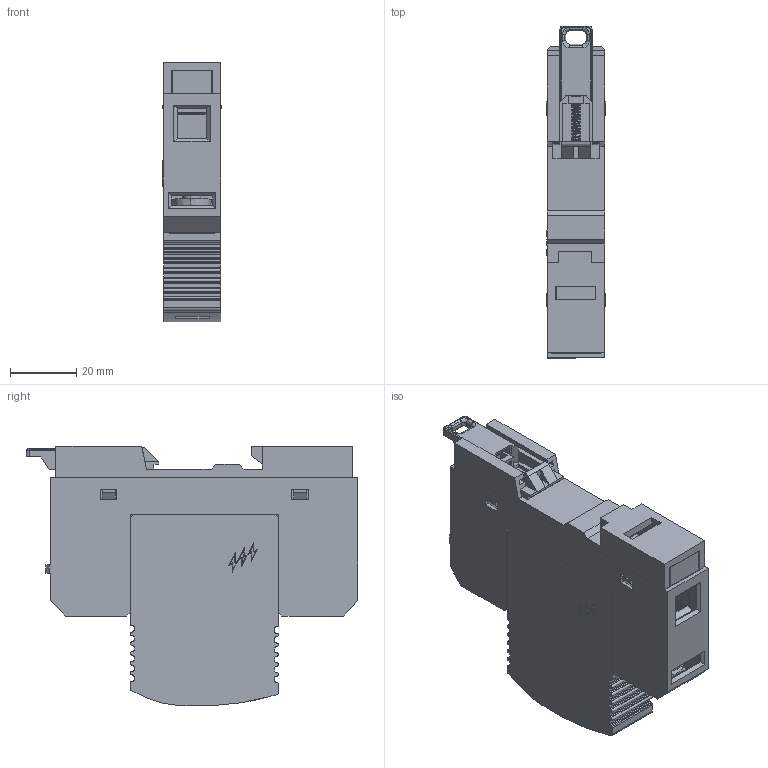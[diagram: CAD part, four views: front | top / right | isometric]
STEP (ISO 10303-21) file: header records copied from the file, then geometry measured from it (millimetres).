
FILE_DESCRIPTION (( 'STEP AP203' ), '1' );
FILE_NAME ('ﾃﾑﾂ1 1+0.STEP', '2024-04-09T08:30:29', ( '' ), ( '' ), 'SwSTEP 2.0', 'SolidWorks 2018', '' );
FILE_SCHEMA (( 'CONFIG_CONTROL_DESIGN' ));
Length unit declared in the file: millimetre
Products named in the file (26): 7659 - ýêðàí; poka bez N - 諘膹樖罻; Êîïèÿ äîêóìåíò^ÃÑÁ-Â1_‘¡®à®ç­ë© ç¥àâñ¦; 7782_z - âñòàâêà çåë¸íàÿ; ﾃﾑﾂ1 1+0; 7794_ß - êðûøêà 1; 7654 - êîíòàêò ôèêñ.; 侲膹樥罻 縺 鐏馰鍧; ﾃﾑﾁ-ﾂ1; Âèíò Ì6õ16; Êîïèÿ äîêóìåíò^ÃÑÃ2-230_20 - ìîäóëü ñ ðàçðÿäíèêîì_‘¡®à®ç­ë© ç¥àâñ¦; 7793_ß - îñíîâàíèå 1; 7785 -êëþ÷ Ï; ÃÑÃ2-230_20 - ìîäóëü ñ ðàçðÿäíèêîì; 7077 - çàæèì; 7787 - çàìîê; 7783_z - êðûøêà çåë¸íàÿ; 7655 - êîíòàêò; 0357 - ïðóæèíà; 7786 - êëþ÷ Ì; 0629 - ïðóæèíà çàìêà; 7658 -çàãëóøêà Ñ; 7784_z - ôëàæîê çåë¸íûé; Çàæèì - ïðèæèì; Çàæèì - êóáèê ñ ðåçüáîé; 7662 - êîíòàêò ôëàæêà
Assembly tree (24 placements, depth 4):
  Êîïèÿ äîêóìåíò^ÃÑÁ-Â1_‘¡®à®ç­ë© ç¥àâñ¦
  ﾃﾑﾂ1 1+0
    ﾃﾑﾁ-ﾂ1
      0629 - ïðóæèíà çàìêà
      7077 - çàæèì  x2
        Çàæèì - êóáèê ñ ðåçüáîé
        Çàæèì - ïðèæèì
        Âèíò Ì6õ16
      7793_ß - îñíîâàíèå 1
      7787 - çàìîê
      7794_ß - êðûøêà 1
      7786 - êëþ÷ Ì
      7658 -çàãëóøêà Ñ
    ÃÑÃ2-230_20 - ìîäóëü ñ ðàçðÿäíèêîì
      7784_z - ôëàæîê çåë¸íûé
      7782_z - âñòàâêà çåë¸íàÿ
      7654 - êîíòàêò ôèêñ.
      7655 - êîíòàêò
      7783_z - êðûøêà çåë¸íàÿ
      7785 -êëþ÷ Ï
      侲膹樥罻 縺 鐏馰鍧
      7662 - êîíòàêò ôëàæêà
      poka bez N - 諘膹樖罻
      0357 - ïðóæèíà
      7659 - ýêðàí
  Êîïèÿ äîêóìåíò^ÃÑÃ2-230_20 - ìîäóëü ñ ðàçðÿäíèêîì_‘¡®à®ç­ë© ç¥àâñ¦
Bounding box: 17.9 x 100.5 x 78.71 mm (x, y, z)
Volume: 48752.9 mm3; surface area: 71799.7 mm2
Topology: 23 solids, 24 shells, 1919 faces, 5276 edges, 3405 vertices
Faces by surface type: plane 1356, cylinder 433, cone 48, bspline 41, torus 25, sphere 16
Entity records: 64090 total; most frequent: CARTESIAN_POINT 18923, ORIENTED_EDGE 9148, DIRECTION 8472, EDGE_CURVE 4574, VECTOR 3490, LINE 3490, VERTEX_POINT 2963, AXIS2_PLACEMENT_3D 2491
